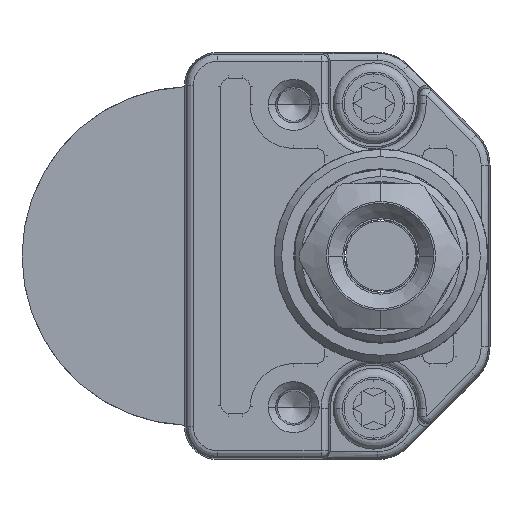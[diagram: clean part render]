
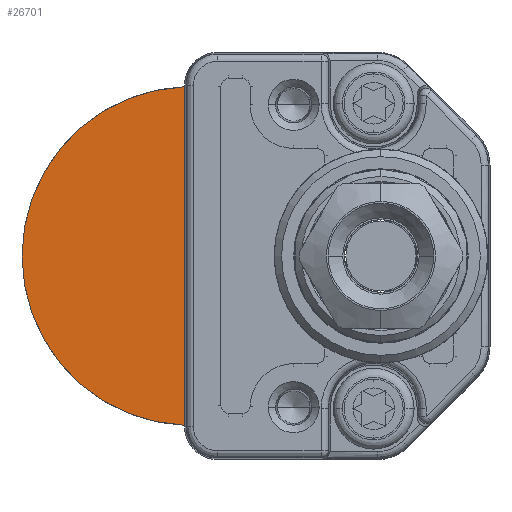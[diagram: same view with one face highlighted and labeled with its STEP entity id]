
A CAD part, left-side view. The second image highlights one B-rep face of the part: STEP entity #26701.
In plain terms, the highlighted planar face has unit normal (-1, 0, 0).
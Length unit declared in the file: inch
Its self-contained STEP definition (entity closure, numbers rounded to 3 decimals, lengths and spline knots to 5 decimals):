
#3187=DIRECTION('',(0.,0.,1.));
#3188=VECTOR('',#3187,0.91659);
#3189=CARTESIAN_POINT('',(0.,0.82677,-0.4583));
#3190=LINE('',#3189,#3188);
#3191=CARTESIAN_POINT('',(0.,0.80846,0.));
#3192=DIRECTION('',(-1.,0.,0.));
#3193=DIRECTION('',(0.,0.04,0.999));
#3194=AXIS2_PLACEMENT_3D('',#3191,#3192,#3193);
#20675=CARTESIAN_POINT('',(0.,0.82677,-0.4583));
#20676=CARTESIAN_POINT('',(0.,0.82677,0.4583));
#20677=VERTEX_POINT('',#20675);
#20678=VERTEX_POINT('',#20676);
#26691=CARTESIAN_POINT('',(0.,0.74941,0.));
#26692=DIRECTION('',(-1.,0.,0.));
#26693=DIRECTION('',(0.,0.,1.));
#26694=AXIS2_PLACEMENT_3D('',#26691,#26692,#26693);
#26695=PLANE('',#26694);
#26696=ORIENTED_EDGE('',*,*,#26679,.F.);
#26698=ORIENTED_EDGE('',*,*,#26697,.F.);
#26699=EDGE_LOOP('',(#26696,#26698));
#26700=FACE_OUTER_BOUND('',#26699,.F.);
#26701=ADVANCED_FACE('',(#26700),#26695,.T.);
#3195=CIRCLE('',#3194,0.45866);
#26679=EDGE_CURVE('',#20677,#20678,#3190,.T.);
#26697=EDGE_CURVE('',#20678,#20677,#3195,.T.);
